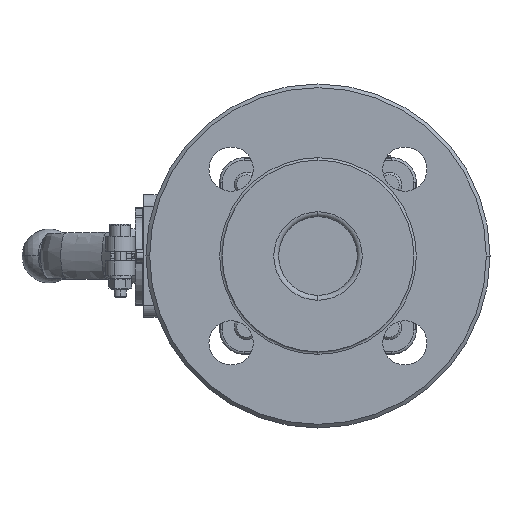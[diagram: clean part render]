
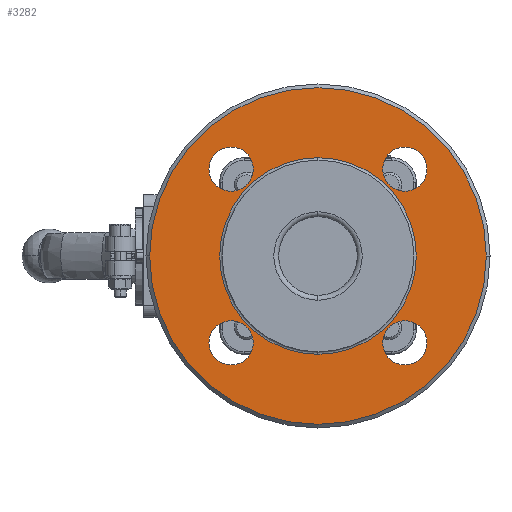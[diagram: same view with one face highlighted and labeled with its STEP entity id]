
A CAD part, left-side view. The second image highlights one B-rep face of the part: STEP entity #3282.
In plain terms, the highlighted planar face has unit normal (-1, 0, 0).
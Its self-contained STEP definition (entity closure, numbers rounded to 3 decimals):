
#3282=ADVANCED_FACE('',(#7210,#7211,#7212,#7213,#7214,#7215),#7216,.T.);
#7210=FACE_OUTER_BOUND('',#14884,.T.);
#7211=FACE_BOUND('',#14885,.T.);
#7212=FACE_BOUND('',#14886,.T.);
#7213=FACE_BOUND('',#14887,.T.);
#7214=FACE_BOUND('',#14888,.T.);
#7215=FACE_BOUND('',#14889,.T.);
#7216=PLANE('',#14890);
#14884=EDGE_LOOP('',(#27010,#27011));
#14885=EDGE_LOOP('',(#27012,#27013));
#14886=EDGE_LOOP('',(#27014,#27015));
#14887=EDGE_LOOP('',(#27016,#27017));
#14888=EDGE_LOOP('',(#27018,#27019));
#14889=EDGE_LOOP('',(#27020,#27021));
#14890=AXIS2_PLACEMENT_3D('',#27022,#27023,#27024);
#27010=ORIENTED_EDGE('',*,*,#35622,.F.);
#27011=ORIENTED_EDGE('',*,*,#32530,.F.);
#27012=ORIENTED_EDGE('',*,*,#35623,.T.);
#27013=ORIENTED_EDGE('',*,*,#32566,.T.);
#27014=ORIENTED_EDGE('',*,*,#35624,.T.);
#27015=ORIENTED_EDGE('',*,*,#32571,.T.);
#27016=ORIENTED_EDGE('',*,*,#35625,.T.);
#27017=ORIENTED_EDGE('',*,*,#32576,.T.);
#27018=ORIENTED_EDGE('',*,*,#35626,.T.);
#27019=ORIENTED_EDGE('',*,*,#32581,.T.);
#27020=ORIENTED_EDGE('',*,*,#32901,.F.);
#27021=ORIENTED_EDGE('',*,*,#35618,.F.);
#27022=CARTESIAN_POINT('',(2.0,53.75,0.0));
#27023=DIRECTION('',(-1.0,0.0,0.0));
#27024=DIRECTION('',(0.0,0.0,1.0));
#32530=EDGE_CURVE('',#38168,#38170,#38171,.T.);
#32566=EDGE_CURVE('',#38229,#38233,#38235,.T.);
#32571=EDGE_CURVE('',#38238,#38242,#38244,.T.);
#32576=EDGE_CURVE('',#38247,#38251,#38253,.T.);
#32581=EDGE_CURVE('',#38256,#38260,#38262,.T.);
#32901=EDGE_CURVE('',#38818,#38815,#38820,.T.);
#35618=EDGE_CURVE('',#38815,#38818,#42771,.T.);
#35622=EDGE_CURVE('',#38170,#38168,#42775,.T.);
#35623=EDGE_CURVE('',#38233,#38229,#42776,.T.);
#35624=EDGE_CURVE('',#38242,#38238,#42777,.T.);
#35625=EDGE_CURVE('',#38251,#38247,#42778,.T.);
#35626=EDGE_CURVE('',#38260,#38256,#42779,.T.);
#38168=VERTEX_POINT('',#47091);
#38170=VERTEX_POINT('',#47094);
#38171=CIRCLE('',#47095,68.5);
#38229=VERTEX_POINT('',#47177);
#38233=VERTEX_POINT('',#47182);
#38235=CIRCLE('',#47185,9.0);
#38238=VERTEX_POINT('',#47188);
#38242=VERTEX_POINT('',#47193);
#38244=CIRCLE('',#47196,9.0);
#38247=VERTEX_POINT('',#47199);
#38251=VERTEX_POINT('',#47204);
#38253=CIRCLE('',#47207,9.0);
#38256=VERTEX_POINT('',#47210);
#38260=VERTEX_POINT('',#47215);
#38262=CIRCLE('',#47218,9.0);
#38815=VERTEX_POINT('',#48027);
#38818=VERTEX_POINT('',#48030);
#38820=CIRCLE('',#48032,40.0);
#42771=CIRCLE('',#55371,40.0);
#42775=CIRCLE('',#55375,68.5);
#42776=CIRCLE('',#55376,9.0);
#42777=CIRCLE('',#55377,9.0);
#42778=CIRCLE('',#55378,9.0);
#42779=CIRCLE('',#55379,9.0);
#47091=CARTESIAN_POINT('',(2.0,68.5,0.));
#47094=CARTESIAN_POINT('',(2.0,-68.5,0.));
#47095=AXIS2_PLACEMENT_3D('',#61311,#61312,#61313);
#47177=CARTESIAN_POINT('',(2.0,35.355,26.355));
#47182=CARTESIAN_POINT('',(2.0,35.355,44.355));
#47185=AXIS2_PLACEMENT_3D('',#61363,#61364,#61365);
#47188=CARTESIAN_POINT('',(2.0,-35.355,-44.355));
#47193=CARTESIAN_POINT('',(2.0,-35.355,-26.355));
#47196=AXIS2_PLACEMENT_3D('',#61371,#61372,#61373);
#47199=CARTESIAN_POINT('',(2.0,35.355,-44.355));
#47204=CARTESIAN_POINT('',(2.0,35.355,-26.355));
#47207=AXIS2_PLACEMENT_3D('',#61379,#61380,#61381);
#47210=CARTESIAN_POINT('',(2.0,-35.355,26.355));
#47215=CARTESIAN_POINT('',(2.0,-35.355,44.355));
#47218=AXIS2_PLACEMENT_3D('',#61387,#61388,#61389);
#48027=CARTESIAN_POINT('',(2.0,0.,-40.0));
#48030=CARTESIAN_POINT('',(2.0,0.,40.0));
#48032=AXIS2_PLACEMENT_3D('',#61892,#61893,#61894);
#55371=AXIS2_PLACEMENT_3D('',#64595,#64596,#64597);
#55375=AXIS2_PLACEMENT_3D('',#64601,#64602,#64603);
#55376=AXIS2_PLACEMENT_3D('',#64604,#64605,#64606);
#55377=AXIS2_PLACEMENT_3D('',#64607,#64608,#64609);
#55378=AXIS2_PLACEMENT_3D('',#64610,#64611,#64612);
#55379=AXIS2_PLACEMENT_3D('',#64613,#64614,#64615);
#61311=CARTESIAN_POINT('',(2.0,0.0,0.0));
#61312=DIRECTION('',(1.0,0.0,0.0));
#61313=DIRECTION('',(0.0,1.0,0.0));
#61363=CARTESIAN_POINT('',(2.0,35.355,35.355));
#61364=DIRECTION('',(1.0,0.0,0.0));
#61365=DIRECTION('',(0.0,0.0,-1.0));
#61371=CARTESIAN_POINT('',(2.0,-35.355,-35.355));
#61372=DIRECTION('',(1.0,0.0,0.0));
#61373=DIRECTION('',(0.0,0.0,-1.0));
#61379=CARTESIAN_POINT('',(2.0,35.355,-35.355));
#61380=DIRECTION('',(1.0,0.0,0.0));
#61381=DIRECTION('',(0.0,0.0,-1.0));
#61387=CARTESIAN_POINT('',(2.0,-35.355,35.355));
#61388=DIRECTION('',(1.0,0.0,0.0));
#61389=DIRECTION('',(0.0,0.0,-1.0));
#61892=CARTESIAN_POINT('',(2.0,0.0,0.0));
#61893=DIRECTION('',(-1.0,0.0,0.0));
#61894=DIRECTION('',(0.0,-1.0,0.));
#64595=CARTESIAN_POINT('',(2.0,0.0,0.0));
#64596=DIRECTION('',(-1.0,0.0,0.0));
#64597=DIRECTION('',(0.0,-1.0,0.));
#64601=CARTESIAN_POINT('',(2.0,0.0,0.0));
#64602=DIRECTION('',(1.0,0.0,0.0));
#64603=DIRECTION('',(0.0,1.0,0.0));
#64604=CARTESIAN_POINT('',(2.0,35.355,35.355));
#64605=DIRECTION('',(1.0,0.0,0.0));
#64606=DIRECTION('',(0.0,0.0,-1.0));
#64607=CARTESIAN_POINT('',(2.0,-35.355,-35.355));
#64608=DIRECTION('',(1.0,0.0,0.0));
#64609=DIRECTION('',(0.0,0.0,-1.0));
#64610=CARTESIAN_POINT('',(2.0,35.355,-35.355));
#64611=DIRECTION('',(1.0,0.0,0.0));
#64612=DIRECTION('',(0.0,0.0,-1.0));
#64613=CARTESIAN_POINT('',(2.0,-35.355,35.355));
#64614=DIRECTION('',(1.0,0.0,0.0));
#64615=DIRECTION('',(0.0,0.0,-1.0));
